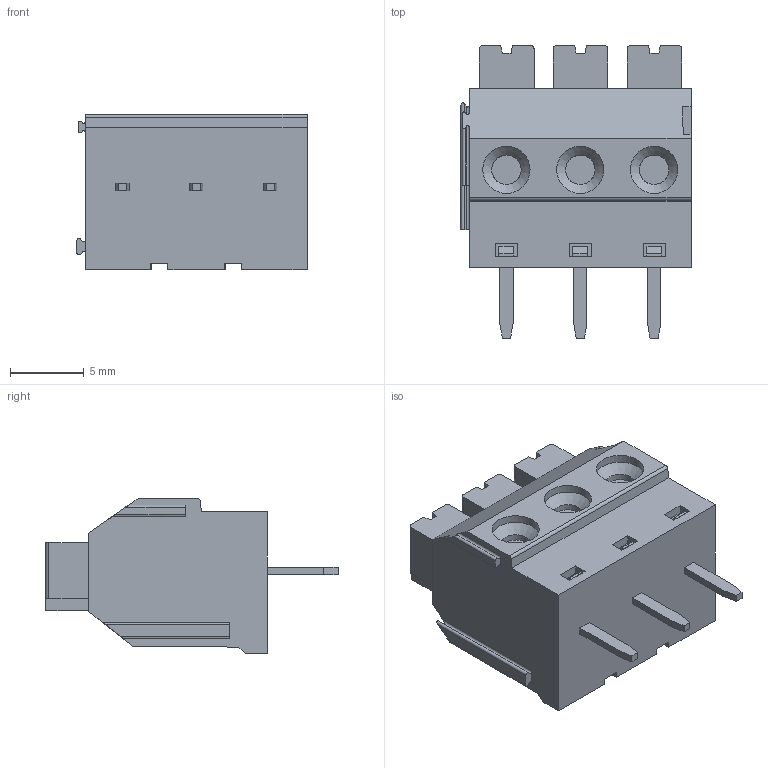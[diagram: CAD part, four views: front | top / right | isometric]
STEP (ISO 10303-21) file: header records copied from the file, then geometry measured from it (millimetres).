
FILE_DESCRIPTION(('STEP AP214'),'1');
FILE_NAME('MVEM503-5-V.stp','2016-10-07T07:24:33',(' '),(' '),'Spatial InterOp 3D',' ',' ');
FILE_SCHEMA(('automotive_design'));
Length unit declared in the file: metre
Products named in the file (1): 1
Bounding box: 15.58 x 19.8 x 10.5 mm (x, y, z)
Volume: 1719.8 mm3; surface area: 1215.8 mm2
Topology: 1 solids, 1 shells, 237 faces, 657 edges, 437 vertices
Faces by surface type: plane 202, cylinder 32, cone 3
Full cylindrical faces by diameter (mm): 2 x3, 3.2 x3
Entity records: 9362 total; most frequent: CARTESIAN_POINT 1426, ORIENTED_EDGE 1284, DIRECTION 1159, EDGE_CURVE 642, LINE 571, VECTOR 571, VERTEX_POINT 431, AXIS2_PLACEMENT_3D 294
